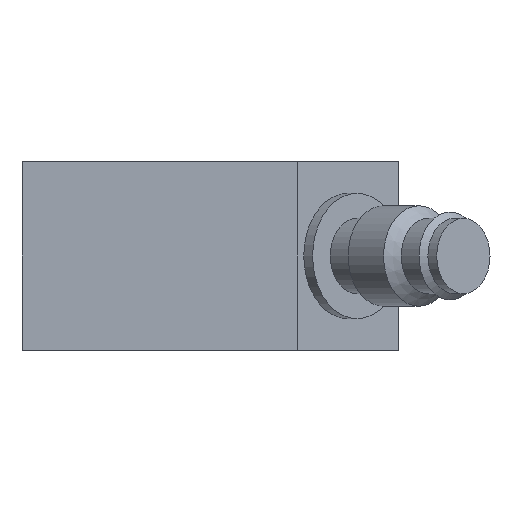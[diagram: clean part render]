
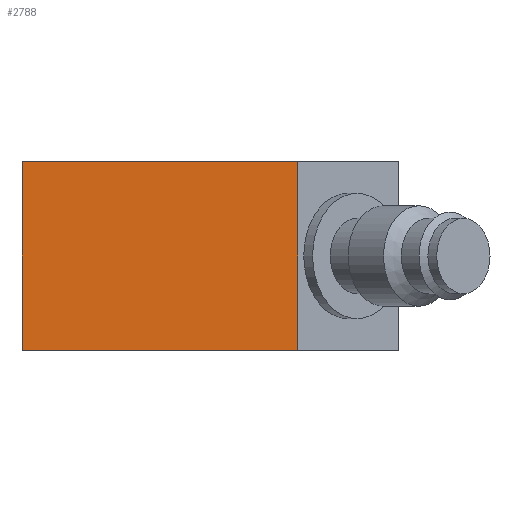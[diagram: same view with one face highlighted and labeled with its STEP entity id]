
A CAD part, left-side view. The second image highlights one B-rep face of the part: STEP entity #2788.
In plain terms, the highlighted planar face has unit normal (-1, 0, 0).
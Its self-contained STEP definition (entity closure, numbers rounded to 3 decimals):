
#136=LINE($,#4279,#399);
#143=LINE($,#4292,#406);
#276=LINE($,#4651,#539);
#278=LINE($,#4654,#541);
#399=VECTOR($,#3420,22.);
#406=VECTOR($,#3429,22.);
#539=VECTOR($,#3738,15.);
#541=VECTOR($,#3742,15.);
#737=PLANE($,#3022);
#936=FACE_OUTER_BOUND($,#1134,.T.);
#1134=EDGE_LOOP($,(#2591,#2592,#2593,#2594));
#1364=VERTEX_POINT($,#4271);
#1367=VERTEX_POINT($,#4277);
#1371=VERTEX_POINT($,#4289);
#1372=VERTEX_POINT($,#4291);
#1674=EDGE_CURVE($,#1364,#1367,#136,.T.);
#1681=EDGE_CURVE($,#1372,#1371,#143,.T.);
#1842=EDGE_CURVE($,#1371,#1364,#276,.T.);
#1844=EDGE_CURVE($,#1372,#1367,#278,.T.);
#2591=ORIENTED_EDGE($,*,*,#1674,.T.);
#2592=ORIENTED_EDGE($,*,*,#1844,.F.);
#2593=ORIENTED_EDGE($,*,*,#1681,.T.);
#2594=ORIENTED_EDGE($,*,*,#1842,.T.);
#2788=ADVANCED_FACE($,(#936),#737,.T.);
#3022=AXIS2_PLACEMENT_3D($,#4653,#3740,#3741);
#3420=DIRECTION($,(0.,1.,0.));
#3429=DIRECTION($,(0.,-1.,0.));
#3738=DIRECTION($,(0.,0.,1.));
#3740=DIRECTION('center_axis',(-1.,0.,0.));
#3741=DIRECTION('ref_axis',(0.,-1.,0.));
#3742=DIRECTION($,(0.,0.,1.));
#4271=CARTESIAN_POINT('',(-30.,-22.,15.));
#4277=CARTESIAN_POINT('',(-30.,0.,15.));
#4279=CARTESIAN_POINT($,(-30.,0.,15.));
#4289=CARTESIAN_POINT('',(-30.,-22.,0.));
#4291=CARTESIAN_POINT('',(-30.,0.,0.));
#4292=CARTESIAN_POINT($,(-30.,0.,0.));
#4651=CARTESIAN_POINT($,(-30.,-22.,0.));
#4653=CARTESIAN_POINT('Origin',(-30.,-22.,0.));
#4654=CARTESIAN_POINT($,(-30.,0.,0.));
